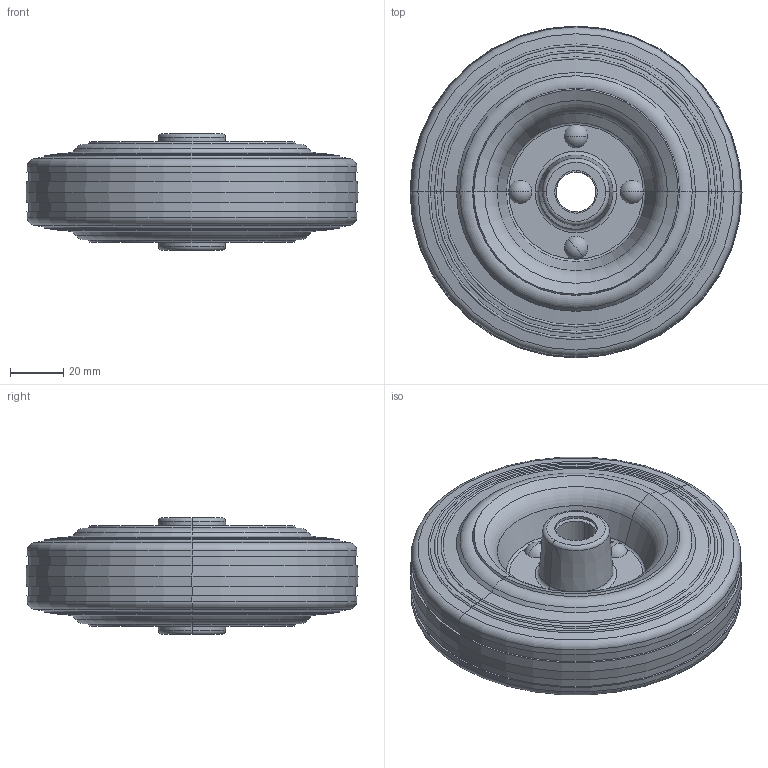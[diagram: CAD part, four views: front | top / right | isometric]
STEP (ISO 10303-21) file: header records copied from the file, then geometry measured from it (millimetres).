
FILE_DESCRIPTION (( 'STEP AP214' ), '1' );
FILE_NAME ('0013160.step', '2022-07-22T08:34:00', ( '' ), ( '' ), 'SwSTEP 2.0', 'SolidWorks 2020', '' );
FILE_SCHEMA (( 'AUTOMOTIVE_DESIGN' ));
Length unit declared in the file: millimetre
Products named in the file (1): 0013160
Bounding box: 125 x 125 x 44 mm (x, y, z)
Volume: 284399.7 mm3; surface area: 73546.2 mm2
Topology: 8 solids, 8 shells, 198 faces, 420 edges, 236 vertices
Faces by surface type: torus 72, cone 64, cylinder 40, plane 22
Entity records: 7571 total; most frequent: DIRECTION 1102, CARTESIAN_POINT 839, ORIENTED_EDGE 808, AXIS2_PLACEMENT_3D 499, EDGE_CURVE 404, CIRCLE 300, EDGE_LOOP 236, VERTEX_POINT 236
